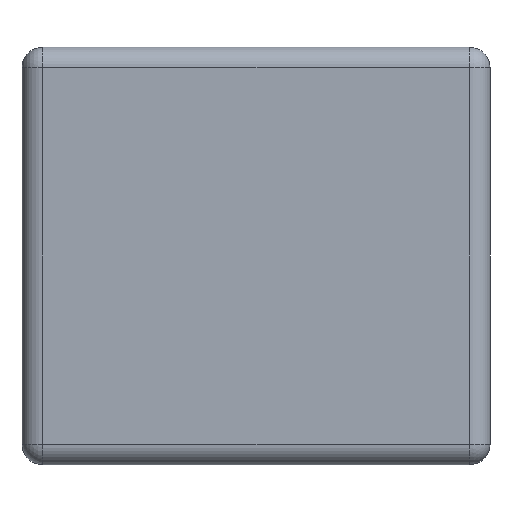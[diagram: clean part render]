
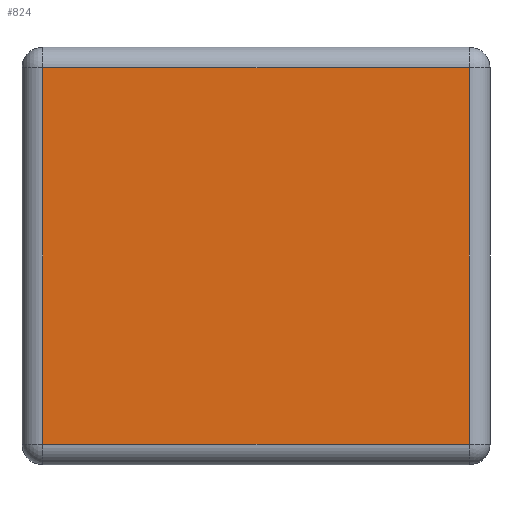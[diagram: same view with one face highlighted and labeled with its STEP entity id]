
A CAD part, left-side view. The second image highlights one B-rep face of the part: STEP entity #824.
In plain terms, the highlighted planar face has unit normal (-1, 0, 0).
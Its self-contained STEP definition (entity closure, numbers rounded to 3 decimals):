
#53 = AXIS2_PLACEMENT_3D ( 'NONE', #1190, #793, #212 ) ;
#105 = PLANE ( 'NONE',  #53 ) ;
#129 = DIRECTION ( 'NONE',  ( 0., 1., 0. ) ) ;
#132 = LINE ( 'NONE', #802, #991 ) ;
#212 = DIRECTION ( 'NONE',  ( 0., 0., -1. ) ) ;
#224 = EDGE_CURVE ( 'NONE', #643, #1126, #132, .T. ) ;
#316 = VECTOR ( 'NONE', #357, 1000. ) ;
#320 = CARTESIAN_POINT ( 'NONE',  ( -0.5, 0.535, -0.225 ) ) ;
#330 = VECTOR ( 'NONE', #939, 1000. ) ;
#357 = DIRECTION ( 'NONE',  ( 0., -1., 0. ) ) ;
#378 = CARTESIAN_POINT ( 'NONE',  ( -0.5, 0.535, 0.225 ) ) ;
#462 = EDGE_CURVE ( 'NONE', #866, #656, #1071, .T. ) ;
#506 = EDGE_CURVE ( 'NONE', #1126, #866, #846, .T. ) ;
#571 = CARTESIAN_POINT ( 'NONE',  ( -0.5, 0.025, -0.225 ) ) ;
#613 = EDGE_LOOP ( 'NONE', ( #957, #795, #919, #777 ) ) ;
#643 = VERTEX_POINT ( 'NONE', #958 ) ;
#656 = VERTEX_POINT ( 'NONE', #571 ) ;
#738 = LINE ( 'NONE', #1267, #940 ) ;
#739 = CARTESIAN_POINT ( 'NONE',  ( -0.5, 0.535, -0.25 ) ) ;
#777 = ORIENTED_EDGE ( 'NONE', *, *, #224, .T. ) ;
#793 = DIRECTION ( 'NONE',  ( 1., 0., 0. ) ) ;
#795 = ORIENTED_EDGE ( 'NONE', *, *, #462, .T. ) ;
#802 = CARTESIAN_POINT ( 'NONE',  ( -0.5, 0.56, 0.225 ) ) ;
#824 = ADVANCED_FACE ( 'NONE', ( #900 ), #105, .F. ) ;
#846 = LINE ( 'NONE', #739, #330 ) ;
#866 = VERTEX_POINT ( 'NONE', #320 ) ;
#900 = FACE_OUTER_BOUND ( 'NONE', #613, .T. ) ;
#919 = ORIENTED_EDGE ( 'NONE', *, *, #1103, .T. ) ;
#939 = DIRECTION ( 'NONE',  ( 0., 0., -1. ) ) ;
#940 = VECTOR ( 'NONE', #972, 1000. ) ;
#957 = ORIENTED_EDGE ( 'NONE', *, *, #506, .T. ) ;
#958 = CARTESIAN_POINT ( 'NONE',  ( -0.5, 0.025, 0.225 ) ) ;
#972 = DIRECTION ( 'NONE',  ( 0., 0., 1. ) ) ;
#991 = VECTOR ( 'NONE', #129, 1000. ) ;
#1071 = LINE ( 'NONE', #1159, #316 ) ;
#1103 = EDGE_CURVE ( 'NONE', #656, #643, #738, .T. ) ;
#1126 = VERTEX_POINT ( 'NONE', #378 ) ;
#1159 = CARTESIAN_POINT ( 'NONE',  ( -0.5, 0.56, -0.225 ) ) ;
#1190 = CARTESIAN_POINT ( 'NONE',  ( -0.5, 0.56, -0.25 ) ) ;
#1267 = CARTESIAN_POINT ( 'NONE',  ( -0.5, 0.025, -0.25 ) ) ;
